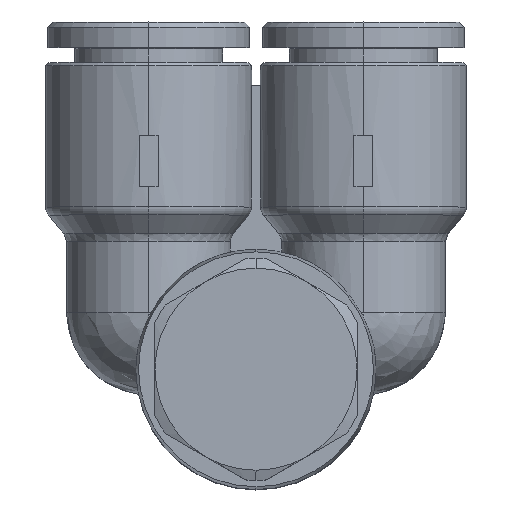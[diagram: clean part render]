
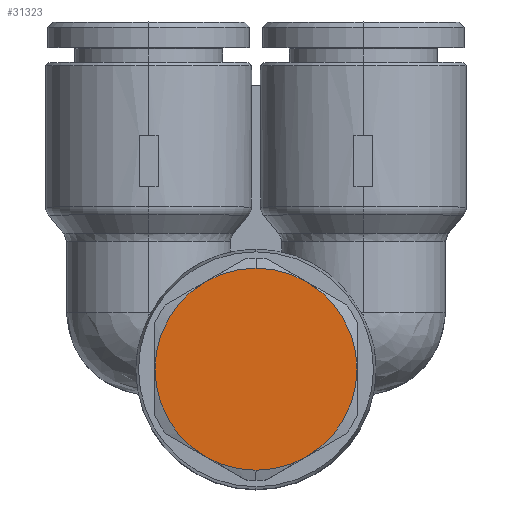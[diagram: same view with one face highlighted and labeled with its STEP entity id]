
A CAD part, top view. The second image highlights one B-rep face of the part: STEP entity #31323.
In plain terms, the highlighted planar face has unit normal (0, 0, 1).
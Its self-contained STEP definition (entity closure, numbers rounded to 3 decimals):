
#2406=CARTESIAN_POINT('',(-4.5,8.5,11.3));
#2407=VERTEX_POINT('',#2406);
#2415=CARTESIAN_POINT('',(-3.428,4.5,11.3));
#2416=VERTEX_POINT('',#2415);
#2430=CARTESIAN_POINT('',(3.5,8.5,11.3));
#2431=DIRECTION('',(0.0,0.0,1.0));
#2432=DIRECTION('',(1.0,0.0,0.0));
#2433=AXIS2_PLACEMENT_3D('',#2430,#2431,#2432);
#2434=CIRCLE('',#2433,8.);
#2435=EDGE_CURVE('',#2407,#2416,#2434,.T.);
#2445=CARTESIAN_POINT('',(11.5,8.5,11.3));
#2446=VERTEX_POINT('',#2445);
#2453=CARTESIAN_POINT('',(10.428,4.5,11.3));
#2454=VERTEX_POINT('',#2453);
#2455=CARTESIAN_POINT('',(3.5,8.5,11.3));
#2456=DIRECTION('',(0.0,0.0,1.0));
#2457=DIRECTION('',(1.0,0.0,0.0));
#2458=AXIS2_PLACEMENT_3D('',#2455,#2456,#2457);
#2459=CIRCLE('',#2458,8.);
#2460=EDGE_CURVE('',#2454,#2446,#2459,.T.);
#30717=CARTESIAN_POINT('',(10.428,12.5,11.3));
#30718=VERTEX_POINT('',#30717);
#30741=CARTESIAN_POINT('',(3.5,16.5,11.3));
#30742=VERTEX_POINT('',#30741);
#30756=CARTESIAN_POINT('',(3.5,8.5,11.3));
#30757=DIRECTION('',(0.0,0.0,1.0));
#30758=DIRECTION('',(1.0,0.0,0.0));
#30759=AXIS2_PLACEMENT_3D('',#30756,#30757,#30758);
#30760=CIRCLE('',#30759,8.);
#30761=EDGE_CURVE('',#30718,#30742,#30760,.T.);
#30794=CARTESIAN_POINT('',(3.5,8.5,11.3));
#30795=DIRECTION('',(0.0,0.0,1.0));
#30796=DIRECTION('',(1.0,0.0,0.0));
#30797=AXIS2_PLACEMENT_3D('',#30794,#30795,#30796);
#30798=CIRCLE('',#30797,8.);
#30799=EDGE_CURVE('',#2446,#30718,#30798,.T.);
#30811=CARTESIAN_POINT('',(3.5,0.5,11.3));
#30812=VERTEX_POINT('',#30811);
#30848=CARTESIAN_POINT('',(3.5,8.5,11.3));
#30849=DIRECTION('',(0.0,0.0,1.0));
#30850=DIRECTION('',(1.0,0.0,0.0));
#30851=AXIS2_PLACEMENT_3D('',#30848,#30849,#30850);
#30852=CIRCLE('',#30851,8.);
#30853=EDGE_CURVE('',#30812,#2454,#30852,.T.);
#30878=CARTESIAN_POINT('',(3.5,8.5,11.3));
#30879=DIRECTION('',(0.0,0.0,1.0));
#30880=DIRECTION('',(1.0,0.0,0.0));
#30881=AXIS2_PLACEMENT_3D('',#30878,#30879,#30880);
#30882=CIRCLE('',#30881,8.);
#30883=EDGE_CURVE('',#2416,#30812,#30882,.T.);
#30916=CARTESIAN_POINT('',(-3.428,12.5,11.3));
#30917=VERTEX_POINT('',#30916);
#30918=CARTESIAN_POINT('',(3.5,8.5,11.3));
#30919=DIRECTION('',(0.0,0.0,1.0));
#30920=DIRECTION('',(1.0,0.0,0.0));
#30921=AXIS2_PLACEMENT_3D('',#30918,#30919,#30920);
#30922=CIRCLE('',#30921,8.);
#30923=EDGE_CURVE('',#30917,#2407,#30922,.T.);
#30970=CARTESIAN_POINT('',(3.5,8.5,11.3));
#30971=DIRECTION('',(0.0,0.0,1.0));
#30972=DIRECTION('',(1.0,0.0,0.0));
#30973=AXIS2_PLACEMENT_3D('',#30970,#30971,#30972);
#30974=CIRCLE('',#30973,8.);
#30975=EDGE_CURVE('',#30742,#30917,#30974,.T.);
#31308=CARTESIAN_POINT('',(8.25,8.5,11.3));
#31309=DIRECTION('',(0.0,0.0,1.0));
#31310=DIRECTION('',(-1.0,0.0,0.0));
#31311=AXIS2_PLACEMENT_3D('',#31308,#31309,#31310);
#31312=PLANE('',#31311);
#31313=ORIENTED_EDGE('',*,*,#30975,.T.);
#31314=ORIENTED_EDGE('',*,*,#30923,.T.);
#31315=ORIENTED_EDGE('',*,*,#2435,.T.);
#31316=ORIENTED_EDGE('',*,*,#30883,.T.);
#31317=ORIENTED_EDGE('',*,*,#30853,.T.);
#31318=ORIENTED_EDGE('',*,*,#2460,.T.);
#31319=ORIENTED_EDGE('',*,*,#30799,.T.);
#31320=ORIENTED_EDGE('',*,*,#30761,.T.);
#31321=EDGE_LOOP('',(#31313,#31314,#31315,#31316,#31317,#31318,#31319,#31320));
#31322=FACE_OUTER_BOUND('',#31321,.T.);
#31323=ADVANCED_FACE('',(#31322),#31312,.T.);
